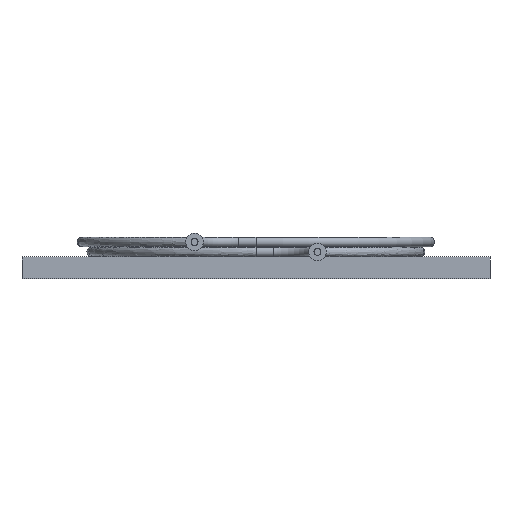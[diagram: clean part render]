
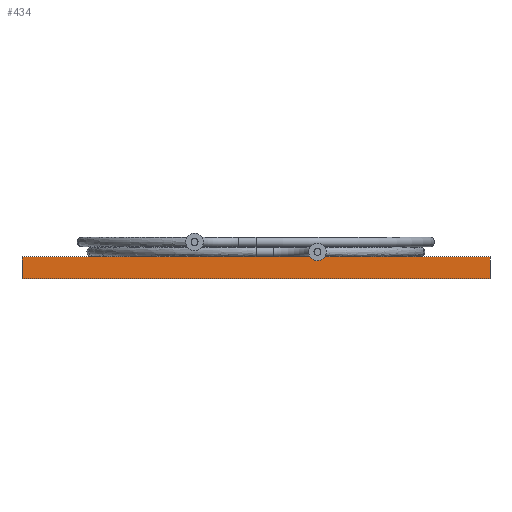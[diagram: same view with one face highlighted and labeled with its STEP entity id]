
A CAD part, front view. The second image highlights one B-rep face of the part: STEP entity #434.
In plain terms, the highlighted planar face has unit normal (0, -1, 0).
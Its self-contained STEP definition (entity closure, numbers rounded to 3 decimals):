
#434 = ADVANCED_FACE( '', ( #952 ), #953, .T. );
#952 = FACE_OUTER_BOUND( '', #3432, .T. );
#953 = PLANE( '', #3433 );
#3432 = EDGE_LOOP( '', ( #6543, #6544, #6545, #6546 ) );
#3433 = AXIS2_PLACEMENT_3D( '', #6547, #6548, #6549 );
#6543 = ORIENTED_EDGE( '', *, *, #7323, .F. );
#6544 = ORIENTED_EDGE( '', *, *, #7351, .F. );
#6545 = ORIENTED_EDGE( '', *, *, #7242, .T. );
#6546 = ORIENTED_EDGE( '', *, *, #7014, .T. );
#6547 = CARTESIAN_POINT( '', ( -26.65, -26.65, -2.5 ) );
#6548 = DIRECTION( '', ( 0., -1., 0. ) );
#6549 = DIRECTION( '', ( 1., 0., 0. ) );
#7014 = EDGE_CURVE( '', #7555, #7552, #7556, .T. );
#7242 = EDGE_CURVE( '', #7901, #7555, #7904, .T. );
#7323 = EDGE_CURVE( '', #8019, #7552, #8021, .T. );
#7351 = EDGE_CURVE( '', #7901, #8019, #8054, .T. );
#7552 = VERTEX_POINT( '', #8358 );
#7555 = VERTEX_POINT( '', #8362 );
#7556 = LINE( '', #8363, #8364 );
#7901 = VERTEX_POINT( '', #9342 );
#7904 = LINE( '', #9347, #9348 );
#8019 = VERTEX_POINT( '', #9724 );
#8021 = LINE( '', #9727, #9728 );
#8054 = LINE( '', #9787, #9788 );
#8358 = CARTESIAN_POINT( '', ( 26.65, -26.65, 0. ) );
#8362 = CARTESIAN_POINT( '', ( 26.65, -26.65, -2.5 ) );
#8363 = CARTESIAN_POINT( '', ( 26.65, -26.65, -2.5 ) );
#8364 = VECTOR( '', #10151, 1000. );
#9342 = CARTESIAN_POINT( '', ( -26.65, -26.65, -2.5 ) );
#9347 = CARTESIAN_POINT( '', ( -26.65, -26.65, -2.5 ) );
#9348 = VECTOR( '', #10275, 1000. );
#9724 = CARTESIAN_POINT( '', ( -26.65, -26.65, 0. ) );
#9727 = CARTESIAN_POINT( '', ( -26.65, -26.65, 0. ) );
#9728 = VECTOR( '', #10311, 1000. );
#9787 = CARTESIAN_POINT( '', ( -26.65, -26.65, -2.5 ) );
#9788 = VECTOR( '', #10329, 1000. );
#10151 = DIRECTION( '', ( 0., 0., 1. ) );
#10275 = DIRECTION( '', ( 1., 0., 0. ) );
#10311 = DIRECTION( '', ( 1., 0., 0. ) );
#10329 = DIRECTION( '', ( 0., 0., 1. ) );
